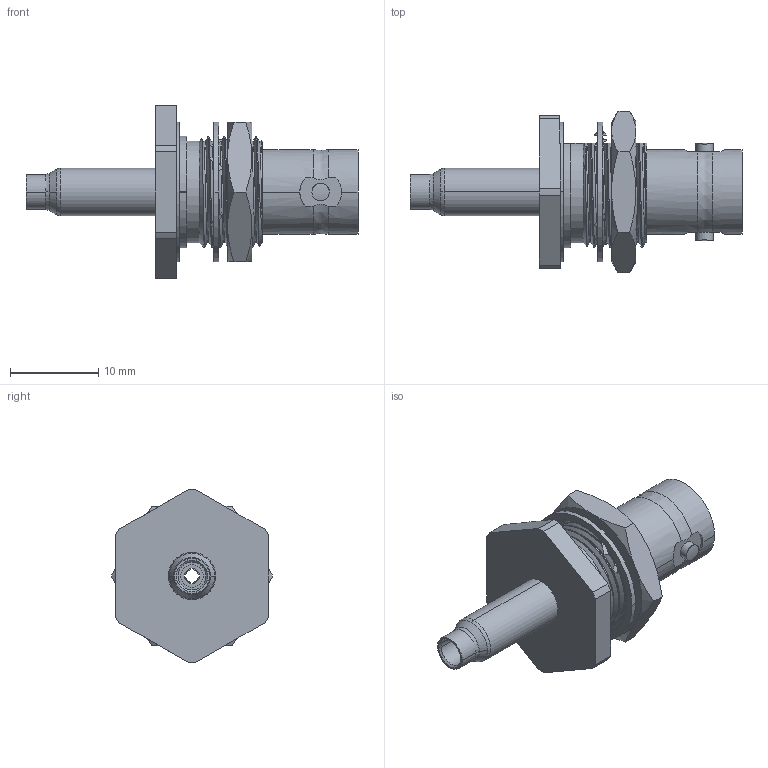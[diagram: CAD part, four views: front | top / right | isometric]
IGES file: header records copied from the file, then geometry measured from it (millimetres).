
Start section:  PTC IGES file: 031-70016-1000.igs
Global section: file name: 031-70016-1000.igs; native system: Pro/ENGINEER by Parametric Technology Corporation; preprocessor: 2010280; author: Arun Prabu; organization: Unknown; date: 20111122.154653; units: millimetre
Bounding box: 37.72 x 18.33 x 19.68 mm (x, y, z)
Surface area: 2780.7 mm2 (no closed solid volume)
Topology: 0 solids, 0 shells, 189 faces, 1044 edges, 1044 vertices
Faces by surface type: revolution 120, bspline 69
